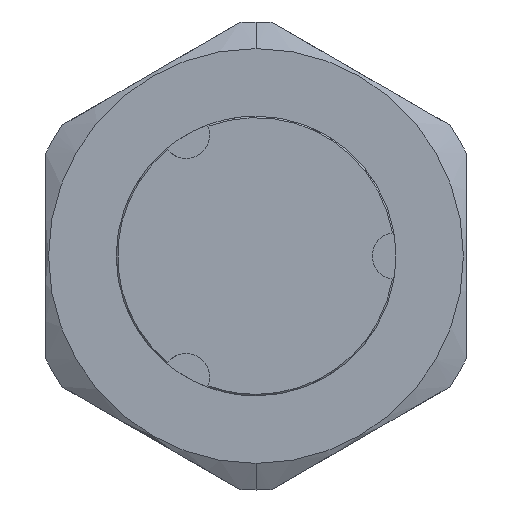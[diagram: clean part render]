
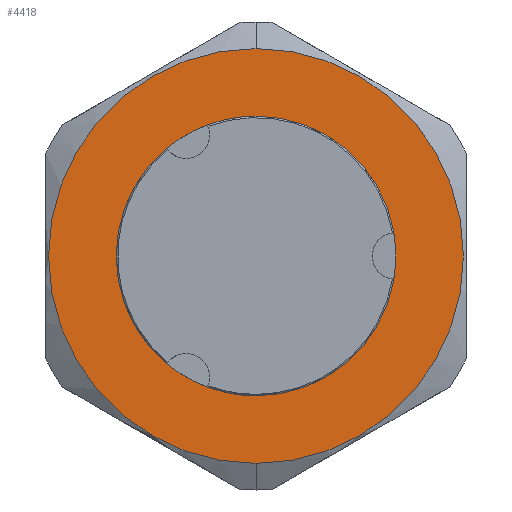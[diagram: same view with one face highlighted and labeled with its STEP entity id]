
A CAD part, left-side view. The second image highlights one B-rep face of the part: STEP entity #4418.
In plain terms, the highlighted planar face has unit normal (-1, 0, 0).
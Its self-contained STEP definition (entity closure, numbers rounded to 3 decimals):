
#565 = DIRECTION ( 'NONE',  ( 0., 0., -1. ) ) ;
#566 = DIRECTION ( 'NONE',  ( -1., 0., 0. ) ) ;
#567 = CARTESIAN_POINT ( 'NONE',  ( 0., 0., 0. ) ) ;
#701 = CARTESIAN_POINT ( 'NONE',  ( 0., 0., 14.095 ) ) ;
#841 = CARTESIAN_POINT ( 'NONE',  ( 0., 0., -14.095 ) ) ;
#1440 = DIRECTION ( 'NONE',  ( -1., 0., 0. ) ) ;
#1458 = CARTESIAN_POINT ( 'NONE',  ( 0., 0., 0. ) ) ;
#1467 = DIRECTION ( 'NONE',  ( 0., 0., -1. ) ) ;
#1819 = FACE_BOUND ( 'NONE', #5029, .T. ) ;
#1829 = CIRCLE ( 'NONE', #7793, 14.095 ) ;
#2054 = FACE_OUTER_BOUND ( 'NONE', #5033, .T. ) ;
#2108 = ORIENTED_EDGE ( 'NONE', *, *, #8139, .F. ) ;
#2227 = ORIENTED_EDGE ( 'NONE', *, *, #7733, .F. ) ;
#2377 = ORIENTED_EDGE ( 'NONE', *, *, #8049, .F. ) ;
#2687 = ORIENTED_EDGE ( 'NONE', *, *, #8085, .F. ) ;
#2934 = CARTESIAN_POINT ( 'NONE',  ( 0., 0., 7.55 ) ) ;
#2940 = CARTESIAN_POINT ( 'NONE',  ( 0., 0., -7.55 ) ) ;
#4049 = CARTESIAN_POINT ( 'NONE',  ( 0., 0., 0. ) ) ;
#4051 = DIRECTION ( 'NONE',  ( 1., 0., 0. ) ) ;
#4052 = DIRECTION ( 'NONE',  ( 0., 0., -1. ) ) ;
#4103 = CARTESIAN_POINT ( 'NONE',  ( 0., 0., 0. ) ) ;
#4107 = DIRECTION ( 'NONE',  ( 1., 0., 0. ) ) ;
#4108 = DIRECTION ( 'NONE',  ( 0., 0., -1. ) ) ;
#4301 = VERTEX_POINT ( 'NONE', #2940 ) ;
#4310 = VERTEX_POINT ( 'NONE', #2934 ) ;
#4418 = ADVANCED_FACE ( 'NONE', ( #1819, #2054 ), #5613, .T. ) ;
#5029 = EDGE_LOOP ( 'NONE', ( #2687, #2108 ) ) ;
#5033 = EDGE_LOOP ( 'NONE', ( #2227, #2377 ) ) ;
#5336 = VERTEX_POINT ( 'NONE', #841 ) ;
#5426 = VERTEX_POINT ( 'NONE', #701 ) ;
#5582 = DIRECTION ( 'NONE',  ( -1., 0., 0. ) ) ;
#5613 = PLANE ( 'NONE',  #7714 ) ;
#5651 = DIRECTION ( 'NONE',  ( 0., 0., 1. ) ) ;
#5858 = CARTESIAN_POINT ( 'NONE',  ( 0., 0., 0. ) ) ;
#7175 = CIRCLE ( 'NONE', #7829, 7.55 ) ;
#7187 = CIRCLE ( 'NONE', #7842, 7.55 ) ;
#7235 = CIRCLE ( 'NONE', #7928, 14.095 ) ;
#7714 = AXIS2_PLACEMENT_3D ( 'NONE', #5858, #5582, #5651 ) ;
#7733 = EDGE_CURVE ( 'NONE', #5336, #5426, #1829, .T. ) ;
#7793 = AXIS2_PLACEMENT_3D ( 'NONE', #4103, #4107, #4108 ) ;
#7829 = AXIS2_PLACEMENT_3D ( 'NONE', #1458, #1440, #1467 ) ;
#7842 = AXIS2_PLACEMENT_3D ( 'NONE', #567, #566, #565 ) ;
#7928 = AXIS2_PLACEMENT_3D ( 'NONE', #4049, #4051, #4052 ) ;
#8049 = EDGE_CURVE ( 'NONE', #5426, #5336, #7235, .T. ) ;
#8085 = EDGE_CURVE ( 'NONE', #4301, #4310, #7175, .T. ) ;
#8139 = EDGE_CURVE ( 'NONE', #4310, #4301, #7187, .T. ) ;
